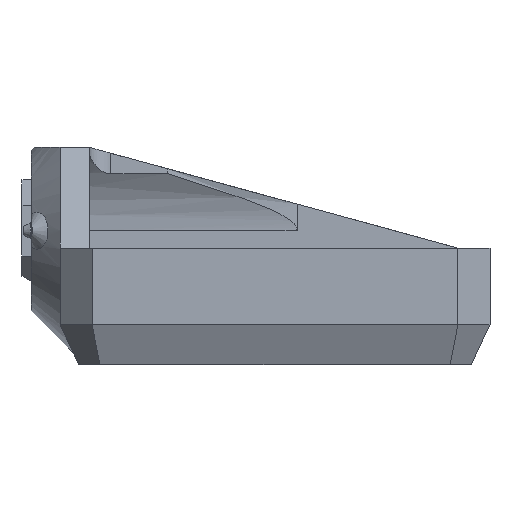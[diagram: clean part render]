
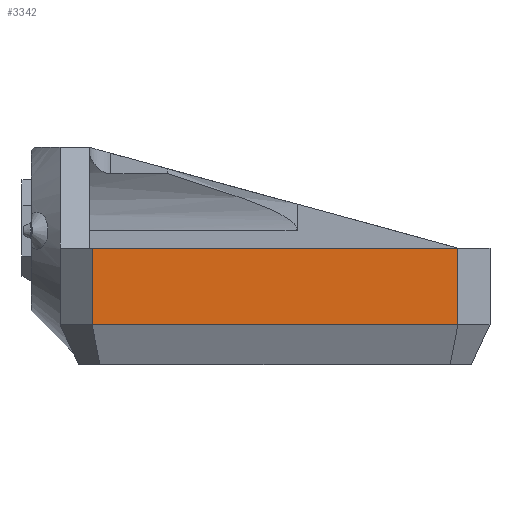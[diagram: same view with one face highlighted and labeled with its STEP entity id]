
A CAD part, front view. The second image highlights one B-rep face of the part: STEP entity #3342.
In plain terms, the highlighted planar face has unit normal (0, -1, 0).
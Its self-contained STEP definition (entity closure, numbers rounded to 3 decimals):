
#376=FACE_OUTER_BOUND('',#577,.T.);
#577=EDGE_LOOP('',(#2932,#2933,#2934,#2935));
#700=LINE('',#4799,#1050);
#856=LINE('',#5759,#1206);
#942=LINE('',#5969,#1292);
#943=LINE('',#5971,#1293);
#1050=VECTOR('',#3792,10.);
#1206=VECTOR('',#4094,10.);
#1292=VECTOR('',#4268,10.);
#1293=VECTOR('',#4271,10.);
#1399=VERTEX_POINT('',#4796);
#1400=VERTEX_POINT('',#4798);
#1561=VERTEX_POINT('',#5757);
#1562=VERTEX_POINT('',#5758);
#1748=EDGE_CURVE('',#1399,#1400,#700,.T.);
#1983=EDGE_CURVE('',#1561,#1562,#856,.T.);
#2081=EDGE_CURVE('',#1561,#1400,#942,.T.);
#2082=EDGE_CURVE('',#1399,#1562,#943,.T.);
#2932=ORIENTED_EDGE('',*,*,#1983,.F.);
#2933=ORIENTED_EDGE('',*,*,#2081,.T.);
#2934=ORIENTED_EDGE('',*,*,#1748,.F.);
#2935=ORIENTED_EDGE('',*,*,#2082,.T.);
#3165=PLANE('',#3561);
#3342=ADVANCED_FACE('',(#376),#3165,.T.);
#3561=AXIS2_PLACEMENT_3D('',#5970,#4269,#4270);
#3792=DIRECTION('',(1.,0.,0.));
#4094=DIRECTION('',(-1.,0.,0.));
#4268=DIRECTION('',(0.,0.,1.));
#4269=DIRECTION('center_axis',(0.,-1.,0.));
#4270=DIRECTION('ref_axis',(1.,0.,0.));
#4271=DIRECTION('',(0.,0.,-1.));
#4796=CARTESIAN_POINT('',(-25.257,-47.83,16.1));
#4798=CARTESIAN_POINT('',(25.257,-47.83,16.1));
#4799=CARTESIAN_POINT('',(-29.68,-47.83,16.1));
#5757=CARTESIAN_POINT('',(25.257,-47.83,5.529));
#5758=CARTESIAN_POINT('',(-25.257,-47.83,5.529));
#5759=CARTESIAN_POINT('',(-14.84,-47.83,5.529));
#5969=CARTESIAN_POINT('',(25.257,-47.83,8.05));
#5970=CARTESIAN_POINT('Origin',(-29.68,-47.83,0.));
#5971=CARTESIAN_POINT('',(-25.257,-47.83,8.05));
